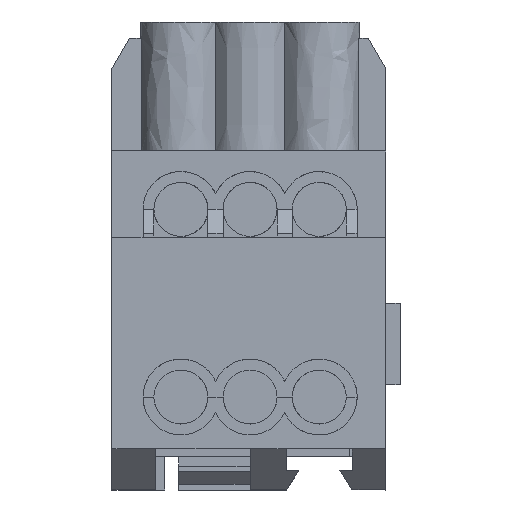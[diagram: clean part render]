
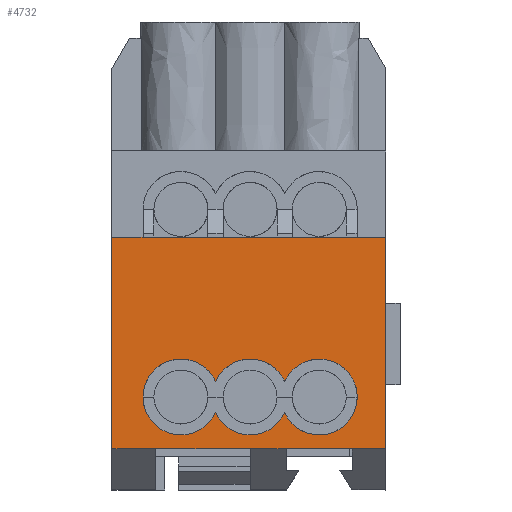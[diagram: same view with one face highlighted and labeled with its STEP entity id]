
A CAD part, front view. The second image highlights one B-rep face of the part: STEP entity #4732.
In plain terms, the highlighted planar face has unit normal (0, -1, 0).
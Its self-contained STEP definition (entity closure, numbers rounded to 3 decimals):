
#704=AXIS2_PLACEMENT_3D('Plane Axis2P3D',#701,#702,#703) ;
#4344=AXIS2_PLACEMENT_3D('Circle Axis2P3D',#4342,#4343,$) ;
#4363=AXIS2_PLACEMENT_3D('Circle Axis2P3D',#4361,#4362,$) ;
#4387=AXIS2_PLACEMENT_3D('Circle Axis2P3D',#4385,#4386,$) ;
#4418=AXIS2_PLACEMENT_3D('Circle Axis2P3D',#4416,#4417,$) ;
#4437=AXIS2_PLACEMENT_3D('Circle Axis2P3D',#4435,#4436,$) ;
#4456=AXIS2_PLACEMENT_3D('Circle Axis2P3D',#4454,#4455,$) ;
#701=CARTESIAN_POINT('Axis2P3D Location',(0.,4.,26.488)) ;
#3459=CARTESIAN_POINT('Vertex',(25.2,4.,4.304)) ;
#3494=CARTESIAN_POINT('Vertex',(18.27,4.,4.304)) ;
#3584=CARTESIAN_POINT('Vertex',(14.5,4.,4.304)) ;
#4332=CARTESIAN_POINT('Vertex',(25.355,4.,11.363)) ;
#4339=CARTESIAN_POINT('Vertex',(18.105,4.,8.126)) ;
#4342=CARTESIAN_POINT('Axis2P3D Location',(21.73,4.,9.745)) ;
#4361=CARTESIAN_POINT('Axis2P3D Location',(21.73,4.,9.745)) ;
#4365=CARTESIAN_POINT('Vertex',(18.105,4.,11.363)) ;
#4385=CARTESIAN_POINT('Axis2P3D Location',(14.48,4.,9.745)) ;
#4389=CARTESIAN_POINT('Vertex',(10.855,4.,11.363)) ;
#4413=CARTESIAN_POINT('Vertex',(3.605,4.,8.126)) ;
#4416=CARTESIAN_POINT('Axis2P3D Location',(7.23,4.,9.745)) ;
#4435=CARTESIAN_POINT('Axis2P3D Location',(7.23,4.,9.745)) ;
#4439=CARTESIAN_POINT('Vertex',(10.855,4.,8.126)) ;
#4454=CARTESIAN_POINT('Axis2P3D Location',(14.48,4.,9.745)) ;
#4475=CARTESIAN_POINT('Vertex',(28.7,4.,26.488)) ;
#4478=CARTESIAN_POINT('Line Origine',(28.7,4.,15.396)) ;
#4482=CARTESIAN_POINT('Vertex',(28.7,4.,4.304)) ;
#4527=CARTESIAN_POINT('Line Origine',(26.95,4.,4.304)) ;
#4546=CARTESIAN_POINT('Line Origine',(21.735,4.,4.304)) ;
#4558=CARTESIAN_POINT('Line Origine',(16.385,4.,4.304)) ;
#4572=CARTESIAN_POINT('Line Origine',(9.55,4.,4.304)) ;
#4576=CARTESIAN_POINT('Vertex',(4.6,4.,4.304)) ;
#4600=CARTESIAN_POINT('Vertex',(0.,4.,26.488)) ;
#4603=CARTESIAN_POINT('Line Origine',(14.35,4.,26.488)) ;
#4669=CARTESIAN_POINT('Vertex',(0.,4.,4.304)) ;
#4672=CARTESIAN_POINT('Line Origine',(0.,4.,15.396)) ;
#4709=CARTESIAN_POINT('Line Origine',(2.3,4.,4.304)) ;
#702=DIRECTION('Axis2P3D Direction',(0.,-1.,0.)) ;
#703=DIRECTION('Axis2P3D XDirection',(0.,0.,-1.)) ;
#4343=DIRECTION('Axis2P3D Direction',(0.,-1.,0.)) ;
#4362=DIRECTION('Axis2P3D Direction',(0.,-1.,0.)) ;
#4386=DIRECTION('Axis2P3D Direction',(0.,-1.,0.)) ;
#4417=DIRECTION('Axis2P3D Direction',(0.,-1.,0.)) ;
#4436=DIRECTION('Axis2P3D Direction',(0.,-1.,0.)) ;
#4455=DIRECTION('Axis2P3D Direction',(0.,-1.,0.)) ;
#4479=DIRECTION('Vector Direction',(0.,0.,-1.)) ;
#4528=DIRECTION('Vector Direction',(1.,0.,0.)) ;
#4547=DIRECTION('Vector Direction',(1.,0.,0.)) ;
#4559=DIRECTION('Vector Direction',(1.,0.,0.)) ;
#4573=DIRECTION('Vector Direction',(1.,0.,0.)) ;
#4604=DIRECTION('Vector Direction',(1.,0.,0.)) ;
#4673=DIRECTION('Vector Direction',(0.,0.,-1.)) ;
#4710=DIRECTION('Vector Direction',(1.,0.,0.)) ;
#4480=VECTOR('Line Direction',#4479,1.) ;
#4529=VECTOR('Line Direction',#4528,1.) ;
#4548=VECTOR('Line Direction',#4547,1.) ;
#4560=VECTOR('Line Direction',#4559,1.) ;
#4574=VECTOR('Line Direction',#4573,1.) ;
#4605=VECTOR('Line Direction',#4604,1.) ;
#4674=VECTOR('Line Direction',#4673,1.) ;
#4711=VECTOR('Line Direction',#4710,1.) ;
#4715=ORIENTED_EDGE('',*,*,#4607,.F.) ;
#4716=ORIENTED_EDGE('',*,*,#4676,.T.) ;
#4717=ORIENTED_EDGE('',*,*,#4713,.T.) ;
#4718=ORIENTED_EDGE('',*,*,#4578,.T.) ;
#4719=ORIENTED_EDGE('',*,*,#4562,.T.) ;
#4720=ORIENTED_EDGE('',*,*,#4550,.T.) ;
#4721=ORIENTED_EDGE('',*,*,#4531,.T.) ;
#4722=ORIENTED_EDGE('',*,*,#4484,.F.) ;
#4725=ORIENTED_EDGE('',*,*,#4458,.F.) ;
#4726=ORIENTED_EDGE('',*,*,#4441,.F.) ;
#4727=ORIENTED_EDGE('',*,*,#4420,.F.) ;
#4728=ORIENTED_EDGE('',*,*,#4391,.F.) ;
#4729=ORIENTED_EDGE('',*,*,#4367,.F.) ;
#4730=ORIENTED_EDGE('',*,*,#4346,.F.) ;
#4731=FACE_BOUND('',#4724,.T.) ;
#4732=ADVANCED_FACE('Koerper.2',(#4723,#4731),#705,.T.) ;
#4345=CIRCLE('generated circle',#4344,3.97) ;
#4364=CIRCLE('generated circle',#4363,3.97) ;
#4388=CIRCLE('generated circle',#4387,3.97) ;
#4419=CIRCLE('generated circle',#4418,3.97) ;
#4438=CIRCLE('generated circle',#4437,3.97) ;
#4457=CIRCLE('generated circle',#4456,3.97) ;
#4346=EDGE_CURVE('',#4340,#4333,#4345,.T.) ;
#4367=EDGE_CURVE('',#4333,#4366,#4364,.T.) ;
#4391=EDGE_CURVE('',#4366,#4390,#4388,.T.) ;
#4420=EDGE_CURVE('',#4390,#4414,#4419,.T.) ;
#4441=EDGE_CURVE('',#4414,#4440,#4438,.T.) ;
#4458=EDGE_CURVE('',#4440,#4340,#4457,.T.) ;
#4484=EDGE_CURVE('',#4476,#4483,#4481,.T.) ;
#4531=EDGE_CURVE('',#3460,#4483,#4530,.T.) ;
#4550=EDGE_CURVE('',#3495,#3460,#4549,.T.) ;
#4562=EDGE_CURVE('',#3585,#3495,#4561,.T.) ;
#4578=EDGE_CURVE('',#4577,#3585,#4575,.T.) ;
#4607=EDGE_CURVE('',#4601,#4476,#4606,.T.) ;
#4676=EDGE_CURVE('',#4601,#4670,#4675,.T.) ;
#4713=EDGE_CURVE('',#4670,#4577,#4712,.T.) ;
#4714=EDGE_LOOP('',(#4715,#4716,#4717,#4718,#4719,#4720,#4721,#4722)) ;
#4724=EDGE_LOOP('',(#4725,#4726,#4727,#4728,#4729,#4730)) ;
#4723=FACE_OUTER_BOUND('',#4714,.T.) ;
#4481=LINE('Line',#4478,#4480) ;
#4530=LINE('Line',#4527,#4529) ;
#4549=LINE('Line',#4546,#4548) ;
#4561=LINE('Line',#4558,#4560) ;
#4575=LINE('Line',#4572,#4574) ;
#4606=LINE('Line',#4603,#4605) ;
#4675=LINE('Line',#4672,#4674) ;
#4712=LINE('Line',#4709,#4711) ;
#705=PLANE('',#704) ;
#3460=VERTEX_POINT('',#3459) ;
#3495=VERTEX_POINT('',#3494) ;
#3585=VERTEX_POINT('',#3584) ;
#4333=VERTEX_POINT('',#4332) ;
#4340=VERTEX_POINT('',#4339) ;
#4366=VERTEX_POINT('',#4365) ;
#4390=VERTEX_POINT('',#4389) ;
#4414=VERTEX_POINT('',#4413) ;
#4440=VERTEX_POINT('',#4439) ;
#4476=VERTEX_POINT('',#4475) ;
#4483=VERTEX_POINT('',#4482) ;
#4577=VERTEX_POINT('',#4576) ;
#4601=VERTEX_POINT('',#4600) ;
#4670=VERTEX_POINT('',#4669) ;
